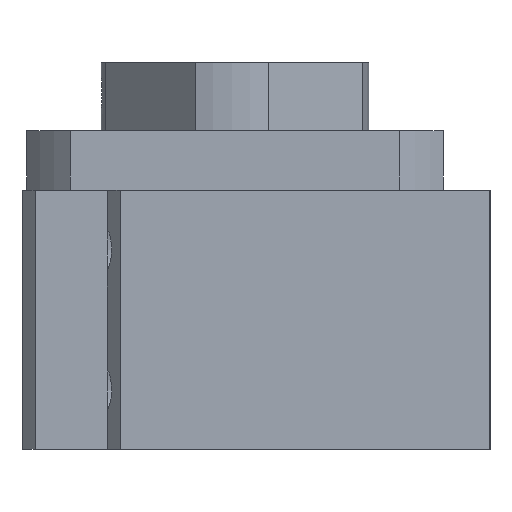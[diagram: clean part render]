
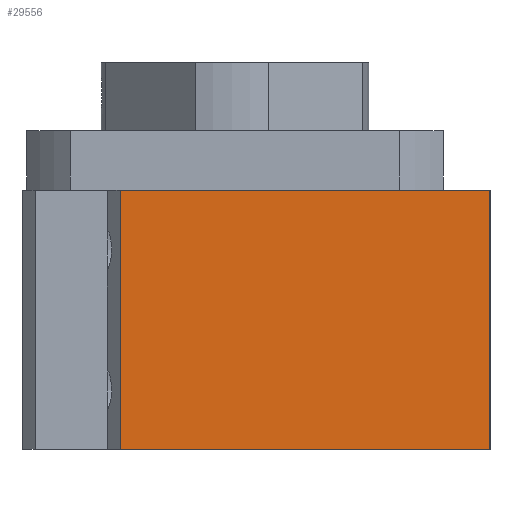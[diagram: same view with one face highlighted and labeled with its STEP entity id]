
A CAD part, left-side view. The second image highlights one B-rep face of the part: STEP entity #29556.
In plain terms, the highlighted planar face has unit normal (1, 0, 0).
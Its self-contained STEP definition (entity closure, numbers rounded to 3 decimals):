
#1259 = EDGE_CURVE ( 'NONE', #23033, #10717, #9512, .T. ) ;
#2883 = EDGE_CURVE ( 'NONE', #10812, #23033, #9809, .T. ) ;
#2958 = CARTESIAN_POINT ( 'NONE',  ( -80., 39., 61. ) ) ;
#3079 = DIRECTION ( 'NONE',  ( 0., 0., 1. ) ) ;
#3430 = CARTESIAN_POINT ( 'NONE',  ( -80., 71., 0. ) ) ;
#3533 = CARTESIAN_POINT ( 'NONE',  ( -80., 71., 61. ) ) ;
#3866 = CARTESIAN_POINT ( 'NONE',  ( -80., -16., 0. ) ) ;
#4262 = VERTEX_POINT ( 'NONE', #3430 ) ;
#5345 = ORIENTED_EDGE ( 'NONE', *, *, #2883, .F. ) ;
#5494 = CARTESIAN_POINT ( 'NONE',  ( -80., -16., 61. ) ) ;
#6233 = DIRECTION ( 'NONE',  ( 0., 0., 1. ) ) ;
#7409 = DIRECTION ( 'NONE',  ( 0., 1., 0. ) ) ;
#9512 = LINE ( 'NONE', #2958, #19435 ) ;
#9529 = EDGE_CURVE ( 'NONE', #10812, #4262, #30120, .T. ) ;
#9809 = LINE ( 'NONE', #25890, #25884 ) ;
#10717 = VERTEX_POINT ( 'NONE', #3533 ) ;
#10812 = VERTEX_POINT ( 'NONE', #3866 ) ;
#11262 = EDGE_CURVE ( 'NONE', #4262, #10717, #19338, .T. ) ;
#12789 = CARTESIAN_POINT ( 'NONE',  ( -80., 71., 30.5 ) ) ;
#12939 = PLANE ( 'NONE',  #23214 ) ;
#13127 = FACE_OUTER_BOUND ( 'NONE', #23887, .T. ) ;
#14349 = VECTOR ( 'NONE', #3079, 1000. ) ;
#14994 = DIRECTION ( 'NONE',  ( 1., 0., 0. ) ) ;
#15792 = CARTESIAN_POINT ( 'NONE',  ( -80., -16., 61. ) ) ;
#19338 = LINE ( 'NONE', #12789, #14349 ) ;
#19435 = VECTOR ( 'NONE', #22217, 1000. ) ;
#19561 = ORIENTED_EDGE ( 'NONE', *, *, #11262, .T. ) ;
#22217 = DIRECTION ( 'NONE',  ( 0., 1., 0. ) ) ;
#22605 = DIRECTION ( 'NONE',  ( 0., 0., -1. ) ) ;
#23033 = VERTEX_POINT ( 'NONE', #15792 ) ;
#23214 = AXIS2_PLACEMENT_3D ( 'NONE', #5494, #14994, #22605 ) ;
#23887 = EDGE_LOOP ( 'NONE', ( #19561, #26340, #5345, #27549 ) ) ;
#25884 = VECTOR ( 'NONE', #6233, 1000. ) ;
#25890 = CARTESIAN_POINT ( 'NONE',  ( -80., -16., 30.5 ) ) ;
#26340 = ORIENTED_EDGE ( 'NONE', *, *, #1259, .F. ) ;
#27549 = ORIENTED_EDGE ( 'NONE', *, *, #9529, .T. ) ;
#29522 = CARTESIAN_POINT ( 'NONE',  ( -80., 39., 0. ) ) ;
#29556 = ADVANCED_FACE ( 'NONE', ( #13127 ), #12939, .T. ) ;
#30120 = LINE ( 'NONE', #29522, #31653 ) ;
#31653 = VECTOR ( 'NONE', #7409, 1000. ) ;
